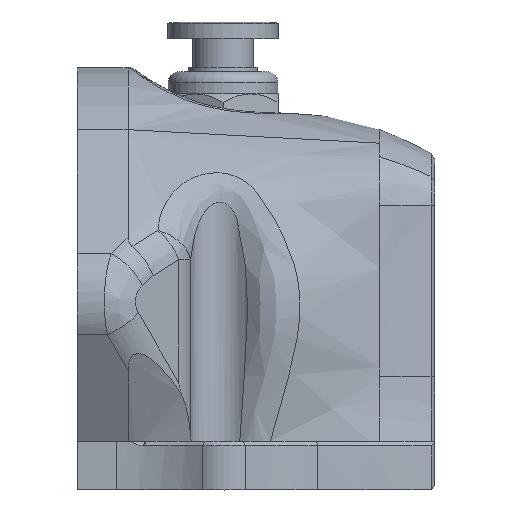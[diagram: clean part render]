
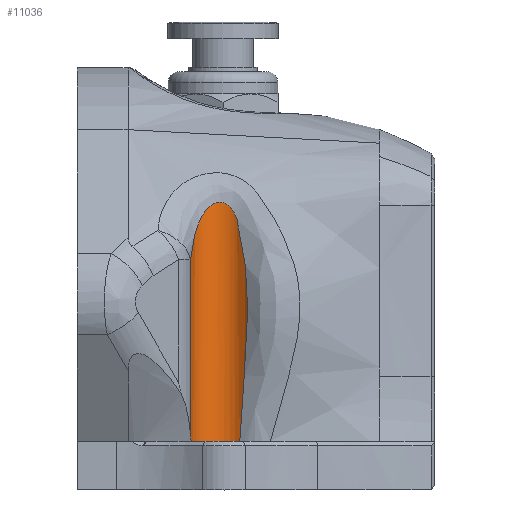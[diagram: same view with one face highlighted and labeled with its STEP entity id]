
A CAD part, left-side view. The second image highlights one B-rep face of the part: STEP entity #11036.
In plain terms, the highlighted cylindrical face has radius 3 mm (diameter 6 mm), a partial arc.
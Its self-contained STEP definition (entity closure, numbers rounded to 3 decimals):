
#607=CIRCLE('',#11944,3.);
#947=B_SPLINE_CURVE_WITH_KNOTS('',3,(#23373,#23374,#23375,#23376),
 .UNSPECIFIED.,.F.,.F.,(4,4),(0.482,0.525),
 .UNSPECIFIED.);
#957=B_SPLINE_CURVE_WITH_KNOTS('',3,(#24029,#24030,#24031,#24032,#24033,
#24034,#24035,#24036,#24037,#24038,#24039,#24040,#24041,#24042,#24043,#24044,
#24045,#24046,#24047,#24048,#24049,#24050,#24051,#24052,#24053,#24054,#24055,
#24056,#24057,#24058,#24059,#24060,#24061,#24062,#24063,#24064,#24065,#24066,
#24067,#24068,#24069,#24070,#24071,#24072,#24073,#24074,#24075,#24076,#24077),
 .UNSPECIFIED.,.F.,.F.,(4,2,1,1,1,1,1,1,1,1,1,2,1,1,1,1,1,1,1,1,1,2,1,1,
1,1,1,1,1,1,2,1,1,1,1,2,1,1,1,1,1,4),(2.532,2.948,
3.082,3.215,3.482,3.682,3.748,
3.815,3.882,3.948,3.982,4.015,
4.024,4.033,4.05,4.085,4.155,
4.224,4.259,4.294,4.434,4.573,
4.589,4.605,4.636,4.7,4.826,
4.953,5.016,5.048,5.08,5.1,
5.12,5.161,5.242,5.405,5.449,
5.492,5.579,5.666,5.753,6.1),
 .UNSPECIFIED.);
#1088=CYLINDRICAL_SURFACE('',#11973,3.);
#1688=FACE_OUTER_BOUND('',#2306,.T.);
#2306=EDGE_LOOP('',(#9961,#9962,#9963,#9964));
#3233=LINE('',#24079,#4151);
#4151=VECTOR('',#14608,10.);
#5164=VERTEX_POINT('',#22251);
#5165=VERTEX_POINT('',#22280);
#5217=VERTEX_POINT('',#23372);
#5227=VERTEX_POINT('',#24027);
#6723=EDGE_CURVE('',#5164,#5165,#607,.T.);
#6807=EDGE_CURVE('',#5165,#5217,#947,.T.);
#6824=EDGE_CURVE('',#5227,#5164,#957,.T.);
#6825=EDGE_CURVE('',#5217,#5227,#3233,.T.);
#9961=ORIENTED_EDGE('',*,*,#6824,.F.);
#9962=ORIENTED_EDGE('',*,*,#6825,.F.);
#9963=ORIENTED_EDGE('',*,*,#6807,.F.);
#9964=ORIENTED_EDGE('',*,*,#6723,.F.);
#11036=ADVANCED_FACE('',(#1688),#1088,.F.);
#11944=AXIS2_PLACEMENT_3D('',#22281,#14516,#14517);
#11973=AXIS2_PLACEMENT_3D('',#24078,#14606,#14607);
#14516=DIRECTION('center_axis',(0.,0.,
1.));
#14517=DIRECTION('ref_axis',(-1.,0.,0.));
#14606=DIRECTION('center_axis',(0.,0.,
1.));
#14607=DIRECTION('ref_axis',(0.967,0.256,0.));
#14608=DIRECTION('',(0.,0.,1.));
#22251=CARTESIAN_POINT('',(-19.141,-1.033,90.889));
#22280=CARTESIAN_POINT('',(-20.878,3.38,90.889));
#22281=CARTESIAN_POINT('Origin',(-21.719,0.5,90.889));
#23372=CARTESIAN_POINT('',(-21.128,3.441,91.512));
#23373=CARTESIAN_POINT('Ctrl Pts',(-20.878,3.38,90.889));
#23374=CARTESIAN_POINT('Ctrl Pts',(-20.961,3.404,91.096));
#23375=CARTESIAN_POINT('Ctrl Pts',(-21.044,3.424,91.304));
#23376=CARTESIAN_POINT('Ctrl Pts',(-21.128,3.441,91.512));
#24027=CARTESIAN_POINT('',(-21.128,3.441,107.418));
#24029=CARTESIAN_POINT('Ctrl Pts',(-21.128,3.441,107.418));
#24030=CARTESIAN_POINT('Ctrl Pts',(-20.714,3.358,108.396));
#24031=CARTESIAN_POINT('Ctrl Pts',(-20.295,3.182,109.329));
#24032=CARTESIAN_POINT('Ctrl Pts',(-19.797,2.808,110.464));
#24033=CARTESIAN_POINT('Ctrl Pts',(-19.564,2.605,110.988));
#24034=CARTESIAN_POINT('Ctrl Pts',(-19.142,2.098,111.916));
#24035=CARTESIAN_POINT('Ctrl Pts',(-18.782,1.355,112.63));
#24036=CARTESIAN_POINT('Ctrl Pts',(-18.7,0.566,
112.653));
#24037=CARTESIAN_POINT('Ctrl Pts',(-18.742,0.102,112.411));
#24038=CARTESIAN_POINT('Ctrl Pts',(-18.79,-0.167,112.184));
#24039=CARTESIAN_POINT('Ctrl Pts',(-18.858,-0.413,
111.872));
#24040=CARTESIAN_POINT('Ctrl Pts',(-18.924,-0.594,
111.538));
#24041=CARTESIAN_POINT('Ctrl Pts',(-18.978,-0.72,
111.223));
#24042=CARTESIAN_POINT('Ctrl Pts',(-19.004,-0.776,
111.052));
#24043=CARTESIAN_POINT('Ctrl Pts',(-19.02,-0.809,
110.941));
#24044=CARTESIAN_POINT('Ctrl Pts',(-19.026,-0.822,110.894));
#24045=CARTESIAN_POINT('Ctrl Pts',(-19.039,-0.849,
110.8));
#24046=CARTESIAN_POINT('Ctrl Pts',(-19.062,-0.894,
110.635));
#24047=CARTESIAN_POINT('Ctrl Pts',(-19.108,-0.98,
110.297));
#24048=CARTESIAN_POINT('Ctrl Pts',(-19.174,-1.09,
109.798));
#24049=CARTESIAN_POINT('Ctrl Pts',(-19.238,-1.188,
109.284));
#24050=CARTESIAN_POINT('Ctrl Pts',(-19.289,-1.259,
108.866));
#24051=CARTESIAN_POINT('Ctrl Pts',(-19.364,-1.36,
108.233));
#24052=CARTESIAN_POINT('Ctrl Pts',(-19.472,-1.491,
107.258));
#24053=CARTESIAN_POINT('Ctrl Pts',(-19.562,-1.586,
106.373));
#24054=CARTESIAN_POINT('Ctrl Pts',(-19.61,-1.633,
105.879));
#24055=CARTESIAN_POINT('Ctrl Pts',(-19.619,-1.643,
105.777));
#24056=CARTESIAN_POINT('Ctrl Pts',(-19.637,-1.66,
105.574));
#24057=CARTESIAN_POINT('Ctrl Pts',(-19.665,-1.687,
105.215));
#24058=CARTESIAN_POINT('Ctrl Pts',(-19.709,-1.728,
104.49));
#24059=CARTESIAN_POINT('Ctrl Pts',(-19.743,-1.757,
103.437));
#24060=CARTESIAN_POINT('Ctrl Pts',(-19.74,-1.755,
102.374));
#24061=CARTESIAN_POINT('Ctrl Pts',(-19.718,-1.735,101.637));
#24062=CARTESIAN_POINT('Ctrl Pts',(-19.7,-1.719,
101.219));
#24063=CARTESIAN_POINT('Ctrl Pts',(-19.689,-1.709,101.011));
#24064=CARTESIAN_POINT('Ctrl Pts',(-19.679,-1.699,
100.841));
#24065=CARTESIAN_POINT('Ctrl Pts',(-19.671,-1.692,
100.708));
#24066=CARTESIAN_POINT('Ctrl Pts',(-19.655,-1.677,100.442));
#24067=CARTESIAN_POINT('Ctrl Pts',(-19.626,-1.65,
99.976));
#24068=CARTESIAN_POINT('Ctrl Pts',(-19.569,-1.593,99.045));
#24069=CARTESIAN_POINT('Ctrl Pts',(-19.518,-1.539,
98.249));
#24070=CARTESIAN_POINT('Ctrl Pts',(-19.474,-1.489,
97.579));
#24071=CARTESIAN_POINT('Ctrl Pts',(-19.455,-1.469,
97.296));
#24072=CARTESIAN_POINT('Ctrl Pts',(-19.42,-1.427,96.73));
#24073=CARTESIAN_POINT('Ctrl Pts',(-19.378,-1.377,
96.022));
#24074=CARTESIAN_POINT('Ctrl Pts',(-19.332,-1.317,
95.169));
#24075=CARTESIAN_POINT('Ctrl Pts',(-19.245,-1.2,
93.46));
#24076=CARTESIAN_POINT('Ctrl Pts',(-19.184,-1.107,
92.031));
#24077=CARTESIAN_POINT('Ctrl Pts',(-19.141,-1.033,
90.889));
#24078=CARTESIAN_POINT('Origin',(-21.719,0.5,90.889));
#24079=CARTESIAN_POINT('',(-21.128,3.441,90.889));
